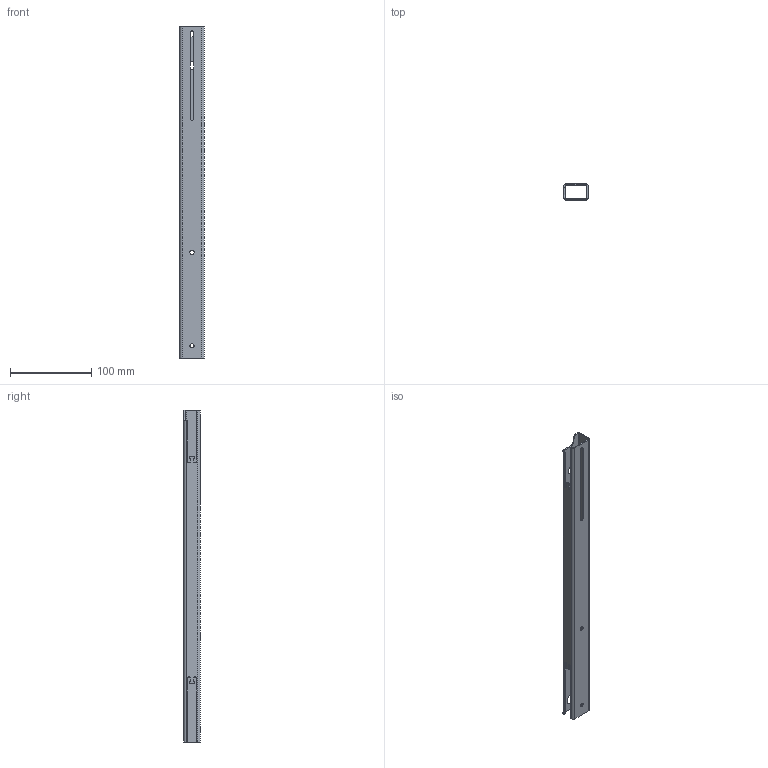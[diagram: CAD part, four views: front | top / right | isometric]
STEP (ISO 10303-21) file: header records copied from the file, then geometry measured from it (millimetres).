
FILE_DESCRIPTION((''),'2;1');
FILE_NAME('BEEP_TUBE','2018-07-23T',('laptop'),(''),'PRO/ENGINEER BY PARAMETRIC TECHNOLOGY CORPORATION, 2017170','PRO/ENGINEER BY PARAMETRIC TECHNOLOGY CORPORATION, 2017170','');
FILE_SCHEMA(('CONFIG_CONTROL_DESIGN'));
Length unit declared in the file: millimetre
Products named in the file (1): BEEP_TUBE
Bounding box: 30 x 20 x 408.5 mm (x, y, z)
Volume: 51340.5 mm3; surface area: 69762.6 mm2
Topology: 1 solids, 1 shells, 74 faces, 222 edges, 148 vertices
Faces by surface type: cylinder 42, plane 32
Entity records: 3286 total; most frequent: DIRECTION 454, CARTESIAN_POINT 444, ORIENTED_EDGE 444, PRESENTATION_STYLE_ASSIGNMENT 223, STYLED_ITEM 223, CURVE_STYLE 222, EDGE_CURVE 222, AXIS2_PLACEMENT_3D 158
